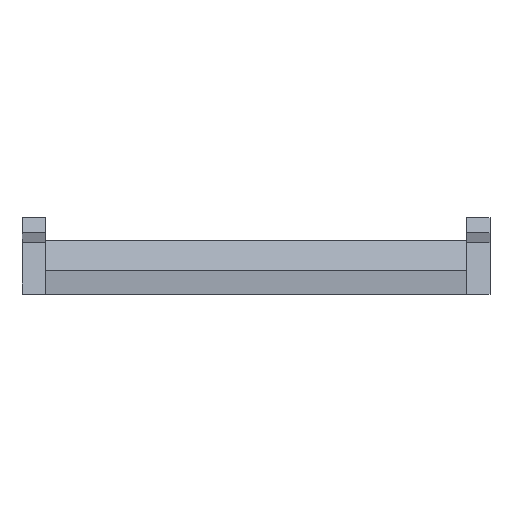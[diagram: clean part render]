
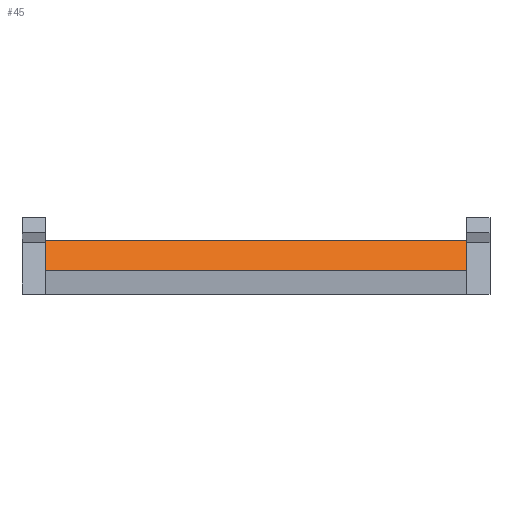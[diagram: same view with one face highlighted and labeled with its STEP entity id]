
A CAD part, front view. The second image highlights one B-rep face of the part: STEP entity #45.
In plain terms, the highlighted planar face has unit normal (0, -0.851, 0.525).
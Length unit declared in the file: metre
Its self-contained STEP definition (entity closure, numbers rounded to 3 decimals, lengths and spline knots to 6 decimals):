
#45 = ADVANCED_FACE( '', ( #102 ), #103, .F. );
#102 = FACE_OUTER_BOUND( '', #170, .T. );
#103 = PLANE( '', #171 );
#170 = EDGE_LOOP( '', ( #241, #242, #243, #244 ) );
#171 = AXIS2_PLACEMENT_3D( '', #245, #246, #247 );
#241 = ORIENTED_EDGE( '', *, *, #408, .F. );
#242 = ORIENTED_EDGE( '', *, *, #399, .T. );
#243 = ORIENTED_EDGE( '', *, *, #409, .T. );
#244 = ORIENTED_EDGE( '', *, *, #410, .T. );
#245 = CARTESIAN_POINT( '', ( 0., 0.032924, -0.074147 ) );
#246 = DIRECTION( '', ( 0., 0.851, -0.525 ) );
#247 = DIRECTION( '', ( -1., 0., 0. ) );
#399 = EDGE_CURVE( '', #466, #467, #468, .T. );
#408 = EDGE_CURVE( '', #466, #483, #484, .T. );
#409 = EDGE_CURVE( '', #467, #485, #486, .T. );
#410 = EDGE_CURVE( '', #485, #483, #487, .T. );
#466 = VERTEX_POINT( '', #564 );
#467 = VERTEX_POINT( '', #565 );
#468 = LINE( '', #566, #567 );
#483 = VERTEX_POINT( '', #589 );
#484 = LINE( '', #590, #591 );
#485 = VERTEX_POINT( '', #592 );
#486 = LINE( '', #593, #594 );
#487 = LINE( '', #595, #596 );
#564 = CARTESIAN_POINT( '', ( 0.018, 0.031243, -0.07687 ) );
#565 = CARTESIAN_POINT( '', ( -0.018, 0.031243, -0.07687 ) );
#566 = CARTESIAN_POINT( '', ( 0., 0.031243, -0.07687 ) );
#567 = VECTOR( '', #705, 1. );
#589 = CARTESIAN_POINT( '', ( 0.018, 0.029668, -0.079423 ) );
#590 = CARTESIAN_POINT( '', ( 0.018, 0.032924, -0.074147 ) );
#591 = VECTOR( '', #713, 1. );
#592 = CARTESIAN_POINT( '', ( -0.018, 0.029668, -0.079423 ) );
#593 = CARTESIAN_POINT( '', ( -0.018, 0.032924, -0.074147 ) );
#594 = VECTOR( '', #714, 1. );
#595 = CARTESIAN_POINT( '', ( 0., 0.029668, -0.079423 ) );
#596 = VECTOR( '', #715, 1. );
#705 = DIRECTION( '', ( -1., 0., 0. ) );
#713 = DIRECTION( '', ( 0., -0.525, -0.851 ) );
#714 = DIRECTION( '', ( 0., -0.525, -0.851 ) );
#715 = DIRECTION( '', ( 1., 0., 0. ) );
